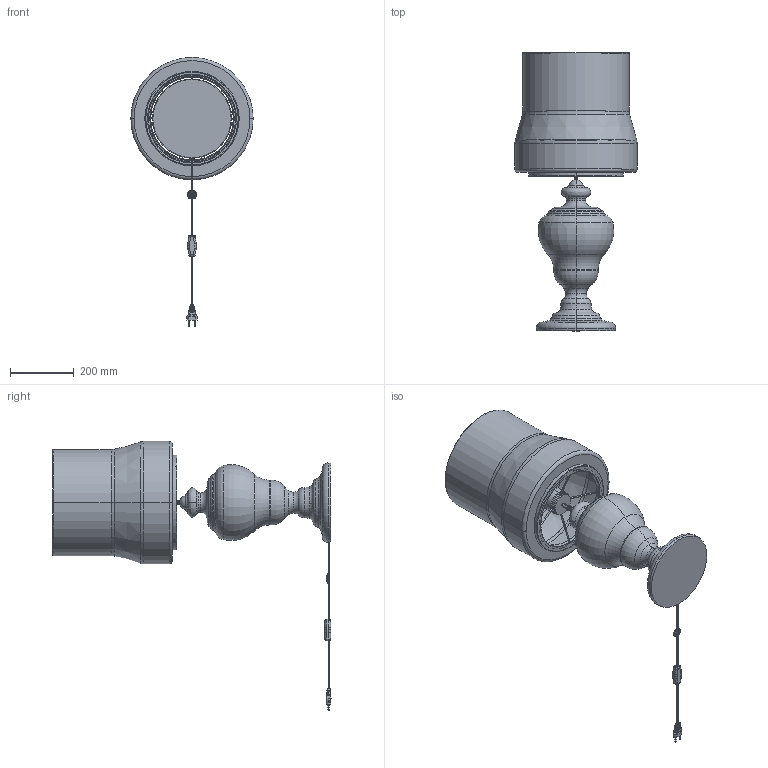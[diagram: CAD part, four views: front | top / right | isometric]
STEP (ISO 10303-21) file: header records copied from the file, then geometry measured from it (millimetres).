
FILE_DESCRIPTION (( 'STEP AP214' ), '1' );
FILE_NAME ('Kaipo TOO_3D.step', '2019-07-31T13:36:21', ( '' ), ( '' ), 'SwSTEP 2.0', 'SolidWorks 2019', '' );
FILE_SCHEMA (( 'AUTOMOTIVE_DESIGN' ));
Length unit declared in the file: millimetre
Products named in the file (1): Kaipo TOO_3D
Bounding box: 385 x 875.53 x 846.94 mm (x, y, z)
Volume: 11245175.8 mm3; surface area: 1626664.9 mm2
Topology: 45 solids, 45 shells, 1404 faces, 3435 edges, 2118 vertices
Faces by surface type: cylinder 414, plane 360, bspline 291, torus 213, cone 94, sphere 32
Entity records: 69306 total; most frequent: CARTESIAN_POINT 22648, ORIENTED_EDGE 6790, DIRECTION 5822, EDGE_CURVE 3395, AXIS2_PLACEMENT_3D 2306, VERTEX_POINT 2114, EDGE_LOOP 1497, UNCERTAINTY_MEASURE_WITH_UNIT 1451
